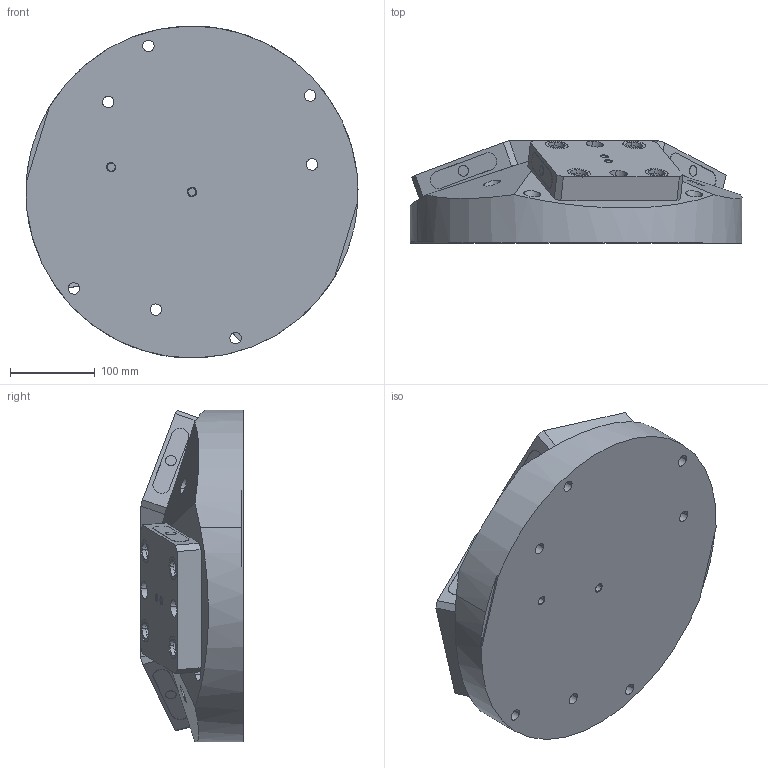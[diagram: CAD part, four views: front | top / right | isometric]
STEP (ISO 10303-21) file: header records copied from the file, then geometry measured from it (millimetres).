
FILE_DESCRIPTION (( 'STEP AP214' ), '1' );
FILE_NAME ('D_PY20RL96-56.STEP', '2020-03-11T16:01:37', ( '' ), ( '' ), 'SwSTEP 2.0', 'SolidWorks 2018', '' );
FILE_SCHEMA (( 'AUTOMOTIVE_DESIGN' ));
Length unit declared in the file: millimetre
Products named in the file (3): D_RL96A-56; D_PY20RL96-56; D_PY20RL96-56_FINISHED PART 
Assembly tree (4 placements, depth 2):
  D_PY20RL96-56
    D_PY20RL96-56_FINISHED PART 
    D_RL96A-56  x3
Bounding box: 392.35 x 121.18 x 392.2 mm (x, y, z)
Volume: 9741396.3 mm3; surface area: 631727.8 mm2
Topology: 4 solids, 4 shells, 800 faces, 1894 edges, 1212 vertices
Faces by surface type: cylinder 469, plane 251, cone 80
Entity records: 12874 total; most frequent: CARTESIAN_POINT 2507, DIRECTION 2200, ORIENTED_EDGE 1848, EDGE_CURVE 924, AXIS2_PLACEMENT_3D 907, VERTEX_POINT 600, EDGE_LOOP 534, CIRCLE 486
